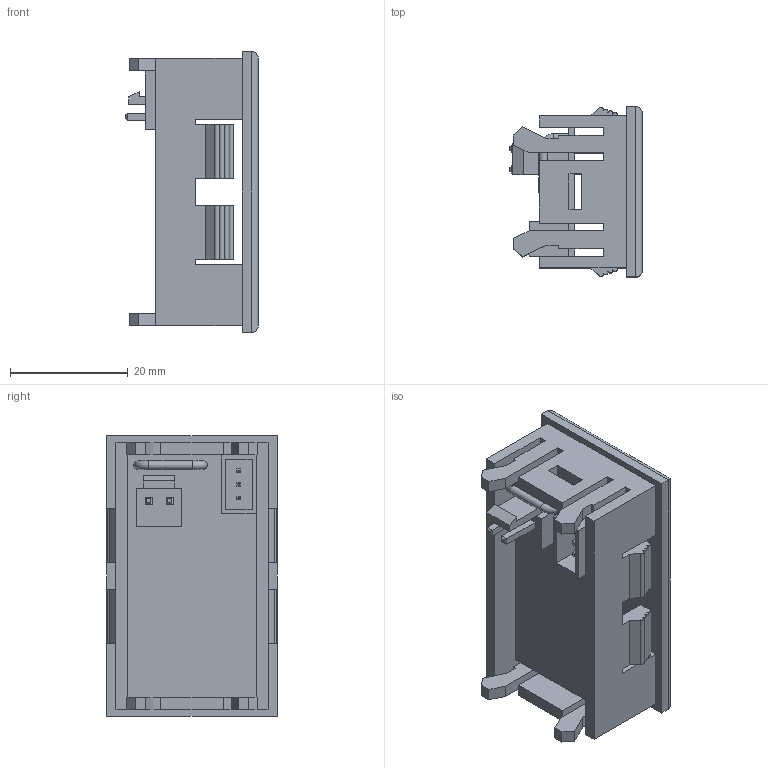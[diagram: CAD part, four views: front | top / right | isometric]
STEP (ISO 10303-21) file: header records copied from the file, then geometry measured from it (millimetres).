
FILE_DESCRIPTION(/* description */ (''),/* implementation_level */ '2;1');
FILE_NAME(/* name */ 'Mini DC 100V 10A Digital Voltmeter Ammeter Blue Red LED Volt Amp Meter Gauge.step',/* time_stamp */ '2017-07-13T14:22:13-04:00',/* author */ (''),/* organization */ (''),/* preprocessor_version */ 'ST-DEVELOPER v16.13',/* originating_system */ 'Autodesk Translation Framework v6.1.1.50',/* authorisation */ '');
FILE_SCHEMA (('AUTOMOTIVE_DESIGN { 1 0 10303 214 3 1 1 }'));
Length unit declared in the file: millimetre
Products named in the file (1): Mini DC 100V 10A Digital Voltmeter Ammeter v2
Bounding box: 22.49 x 28.89 x 47.66 mm (x, y, z)
Volume: 6727.2 mm3; surface area: 10000 mm2
Topology: 10 solids, 11 shells, 220 faces, 573 edges, 372 vertices
Faces by surface type: plane 195, cylinder 23, torus 2
Full cylindrical faces by diameter (mm): 1.45 x3
Entity records: 6632 total; most frequent: CARTESIAN_POINT 1161, ORIENTED_EDGE 1132, DIRECTION 1052, EDGE_CURVE 568, LINE 526, VECTOR 526, VERTEX_POINT 372, AXIS2_PLACEMENT_3D 263
